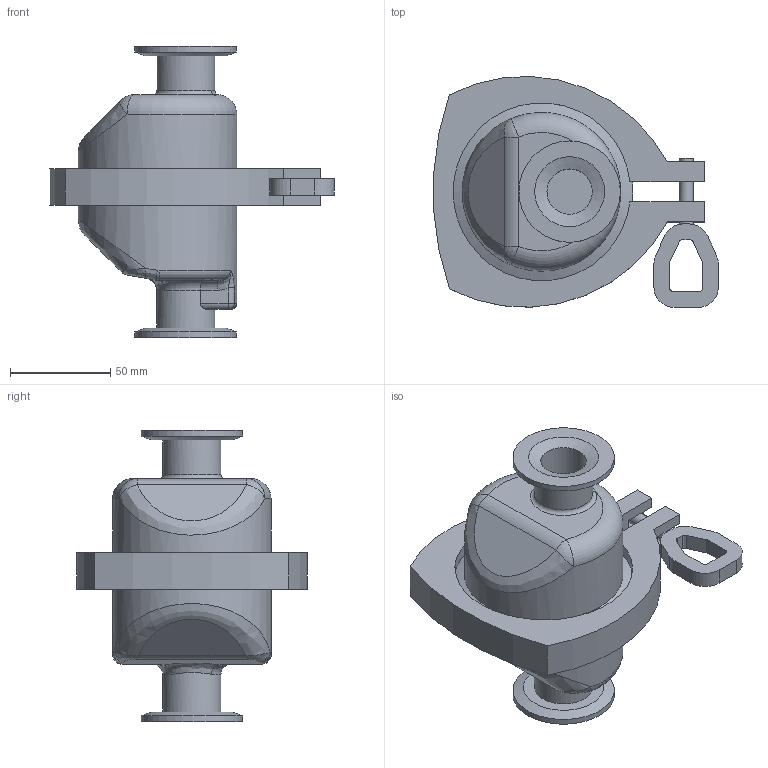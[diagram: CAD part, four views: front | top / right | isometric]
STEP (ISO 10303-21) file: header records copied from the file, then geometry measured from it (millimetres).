
FILE_DESCRIPTION(/* description */ (''),/* implementation_level */ '2;1');
FILE_NAME(/* name */ 'ss5p0-038-clamp-01.stp',/* time_stamp */ '2016-09-16T09:17:13+09:00',/* author */ ('nakaot'),/* organization */ (''),/* preprocessor_version */ 'ST-DEVELOPER v15.6',/* originating_system */ 'Autodesk Inventor 2015',/* authorisation */ '');
FILE_SCHEMA (('CONFIG_CONTROL_DESIGN'));
Length unit declared in the file: millimetre
Products named in the file (1): ss5p0-038-clamp-01
Bounding box: 141.67 x 115.02 x 145 mm (x, y, z)
Volume: 560053.3 mm3; surface area: 68378.4 mm2
Topology: 2 solids, 2 shells, 137 faces, 350 edges, 217 vertices
Faces by surface type: plane 55, cylinder 43, bspline 22, torus 7, cone 6, sphere 4
Full cylindrical faces by diameter (mm): 7 x1, 22.6 x2, 29 x2, 50.5 x2, 79 x2
Entity records: 4845 total; most frequent: CARTESIAN_POINT 1699, ORIENTED_EDGE 654, DIRECTION 626, EDGE_CURVE 323, AXIS2_PLACEMENT_3D 237, VERTEX_POINT 209, EDGE_LOOP 162, LINE 152
